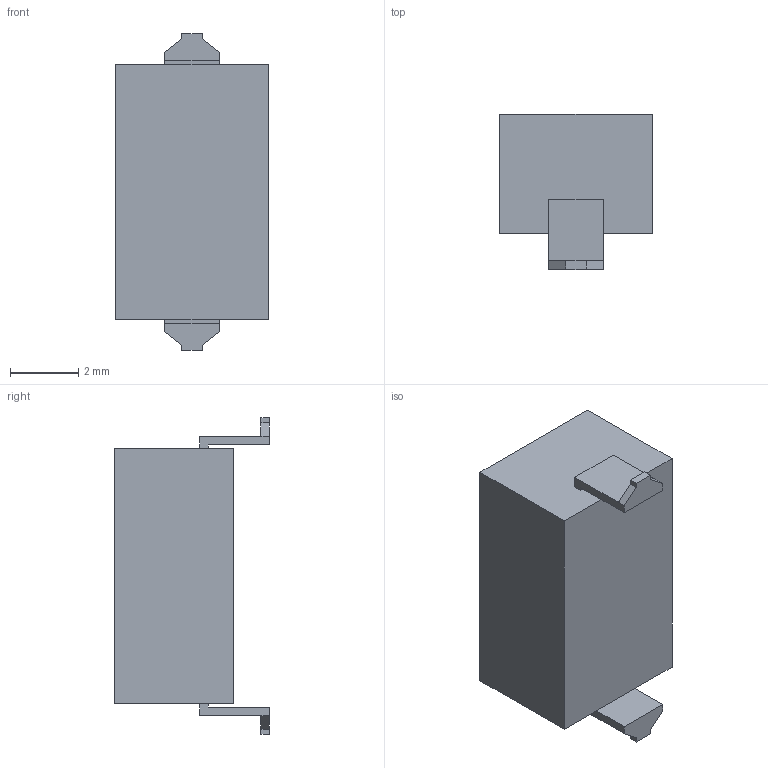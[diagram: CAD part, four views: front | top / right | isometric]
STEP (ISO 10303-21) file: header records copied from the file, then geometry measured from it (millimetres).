
FILE_DESCRIPTION (( 'STEP AP214' ), '1' );
FILE_NAME ('A6SN_1101.step', '2018-02-13T22:29:56', ( 'OSMC1.0 ' ), ( ' ' ), 'SwSTEP 2.0', 'SolidWorks 2002025', '' );
FILE_SCHEMA (( 'AUTOMOTIVE_DESIGN' ));
Length unit declared in the file: millimetre
Products named in the file (1): A6SN_1101
Bounding box: 4.48 x 4.55 x 9.3 mm (x, y, z)
Volume: 116.9 mm3; surface area: 178.5 mm2
Topology: 1 solids, 1 shells, 45 faces, 114 edges, 74 vertices
Faces by surface type: plane 45
Entity records: 1552 total; most frequent: CARTESIAN_POINT 234, ORIENTED_EDGE 228, DIRECTION 206, EDGE_CURVE 114, LINE 114, VECTOR 114, VERTEX_POINT 74, EDGE_LOOP 48
